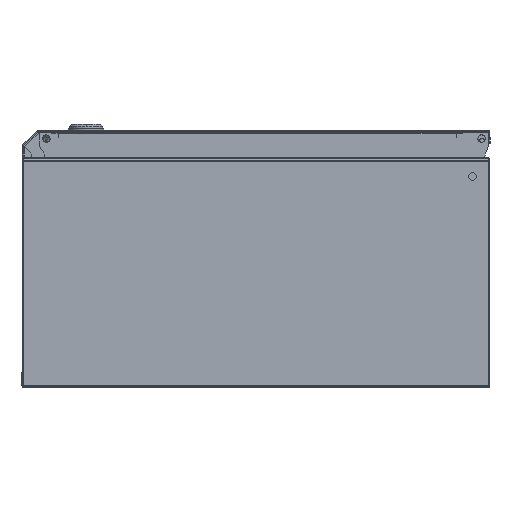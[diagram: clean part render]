
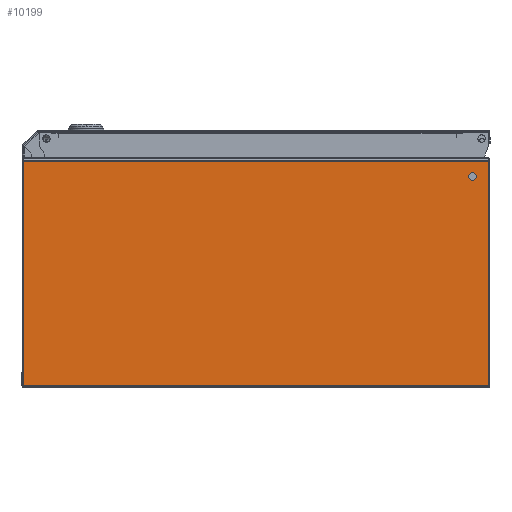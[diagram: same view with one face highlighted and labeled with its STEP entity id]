
A CAD part, front view. The second image highlights one B-rep face of the part: STEP entity #10199.
In plain terms, the highlighted face is planar.
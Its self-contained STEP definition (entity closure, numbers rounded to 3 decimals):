
#228 = LINE ( 'NONE', #13703, #2632 ) ;
#680 = CARTESIAN_POINT ( 'NONE',  ( -203.453, 0., 318.938 ) ) ;
#773 = CARTESIAN_POINT ( 'NONE',  ( -24.753, 0., 300.688 ) ) ;
#1687 = EDGE_LOOP ( 'NONE', ( #4571, #19467, #4604, #3791 ) ) ;
#2136 = EDGE_LOOP ( 'NONE', ( #15949, #14447 ) ) ;
#2533 = EDGE_CURVE ( 'NONE', #7040, #5588, #8918, .T. ) ;
#2632 = VECTOR ( 'NONE', #5127, 1000. ) ;
#2855 = DIRECTION ( 'NONE',  ( 0., 1., 0. ) ) ;
#3087 = CARTESIAN_POINT ( 'NONE',  ( -24.753, 0., 303.938 ) ) ;
#3745 = DIRECTION ( 'NONE',  ( 0., 0., -1. ) ) ;
#3791 = ORIENTED_EDGE ( 'NONE', *, *, #12930, .T. ) ;
#3841 = VERTEX_POINT ( 'NONE', #16402 ) ;
#4571 = ORIENTED_EDGE ( 'NONE', *, *, #14492, .T. ) ;
#4604 = ORIENTED_EDGE ( 'NONE', *, *, #5468, .T. ) ;
#5127 = DIRECTION ( 'NONE',  ( -1., 0., 0. ) ) ;
#5468 = EDGE_CURVE ( 'NONE', #3841, #7376, #228, .T. ) ;
#5588 = VERTEX_POINT ( 'NONE', #773 ) ;
#6116 = PLANE ( 'NONE',  #16128 ) ;
#6772 = VECTOR ( 'NONE', #17263, 1000. ) ;
#7040 = VERTEX_POINT ( 'NONE', #8446 ) ;
#7169 = AXIS2_PLACEMENT_3D ( 'NONE', #3087, #2855, #9577 ) ;
#7179 = DIRECTION ( 'NONE',  ( 0., 1., 0. ) ) ;
#7376 = VERTEX_POINT ( 'NONE', #18098 ) ;
#7380 = CARTESIAN_POINT ( 'NONE',  ( -203.453, 0., -81.062 ) ) ;
#7435 = DIRECTION ( 'NONE',  ( 0., 1., 0. ) ) ;
#8446 = CARTESIAN_POINT ( 'NONE',  ( -24.753, 0., 307.188 ) ) ;
#8527 = EDGE_CURVE ( 'NONE', #5588, #7040, #21038, .T. ) ;
#8918 = CIRCLE ( 'NONE', #7169, 3.25 ) ;
#9577 = DIRECTION ( 'NONE',  ( 0., 0., 1. ) ) ;
#10199 = ADVANCED_FACE ( 'NONE', ( #11066, #20837 ), #6116, .T. ) ;
#11066 = FACE_BOUND ( 'NONE', #2136, .T. ) ;
#11596 = AXIS2_PLACEMENT_3D ( 'NONE', #15407, #7179, #18721 ) ;
#12265 = VERTEX_POINT ( 'NONE', #16956 ) ;
#12351 = LINE ( 'NONE', #14203, #16656 ) ;
#12506 = DIRECTION ( 'NONE',  ( 0., 0., 1. ) ) ;
#12930 = EDGE_CURVE ( 'NONE', #7376, #12265, #18918, .T. ) ;
#13703 = CARTESIAN_POINT ( 'NONE',  ( -203.453, 0., -81.062 ) ) ;
#14028 = VECTOR ( 'NONE', #3745, 1000. ) ;
#14203 = CARTESIAN_POINT ( 'NONE',  ( -203.453, 0., 318.938 ) ) ;
#14447 = ORIENTED_EDGE ( 'NONE', *, *, #8527, .F. ) ;
#14492 = EDGE_CURVE ( 'NONE', #12265, #18421, #12351, .T. ) ;
#15407 = CARTESIAN_POINT ( 'NONE',  ( -24.753, 0., 303.938 ) ) ;
#15949 = ORIENTED_EDGE ( 'NONE', *, *, #2533, .F. ) ;
#16128 = AXIS2_PLACEMENT_3D ( 'NONE', #680, #7435, #12506 ) ;
#16402 = CARTESIAN_POINT ( 'NONE',  ( -11.753, 0., -81.062 ) ) ;
#16656 = VECTOR ( 'NONE', #17488, 1000. ) ;
#16956 = CARTESIAN_POINT ( 'NONE',  ( -203.453, 0., 318.938 ) ) ;
#17171 = EDGE_CURVE ( 'NONE', #18421, #3841, #21610, .T. ) ;
#17263 = DIRECTION ( 'NONE',  ( 0., 0., 1. ) ) ;
#17488 = DIRECTION ( 'NONE',  ( 1., 0., 0. ) ) ;
#18098 = CARTESIAN_POINT ( 'NONE',  ( -203.453, 0., -81.062 ) ) ;
#18421 = VERTEX_POINT ( 'NONE', #20486 ) ;
#18721 = DIRECTION ( 'NONE',  ( 0., 0., 1. ) ) ;
#18918 = LINE ( 'NONE', #7380, #6772 ) ;
#19467 = ORIENTED_EDGE ( 'NONE', *, *, #17171, .T. ) ;
#20253 = CARTESIAN_POINT ( 'NONE',  ( -11.753, 0., 318.938 ) ) ;
#20486 = CARTESIAN_POINT ( 'NONE',  ( -11.753, 0., 318.938 ) ) ;
#20837 = FACE_OUTER_BOUND ( 'NONE', #1687, .T. ) ;
#21038 = CIRCLE ( 'NONE', #11596, 3.25 ) ;
#21610 = LINE ( 'NONE', #20253, #14028 ) ;
